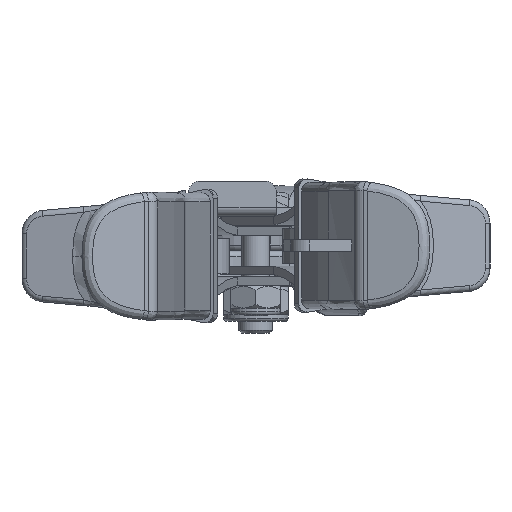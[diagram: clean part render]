
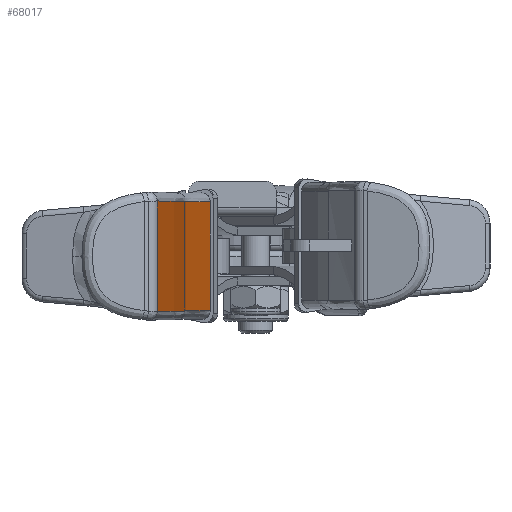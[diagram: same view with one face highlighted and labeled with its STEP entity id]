
A CAD part, front view. The second image highlights one B-rep face of the part: STEP entity #68017.
In plain terms, the highlighted free-form (B-spline) face has degree [3, 1] with [6, 2] control points.
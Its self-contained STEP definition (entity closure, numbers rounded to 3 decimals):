
#572 = CARTESIAN_POINT ( 'NONE',  ( -14.176, -78.35, -9.375 ) ) ;
#1578 = ORIENTED_EDGE ( 'NONE', *, *, #5724, .F. ) ;
#2456 = VERTEX_POINT ( 'NONE', #22246 ) ;
#2748 = CARTESIAN_POINT ( 'NONE',  ( -13.565, -74.484, 9.369 ) ) ;
#2981 = CARTESIAN_POINT ( 'NONE',  ( -12.54, -39.349, 9.321 ) ) ;
#3685 = CARTESIAN_POINT ( 'NONE',  ( -16.785, -93.801, 9.406 ) ) ;
#3972 = VERTEX_POINT ( 'NONE', #59124 ) ;
#5082 = CARTESIAN_POINT ( 'NONE',  ( -9.005, -4.318, -9.274 ) ) ;
#5531 = CARTESIAN_POINT ( 'NONE',  ( -12.238, -62.848, -9.355 ) ) ;
#5724 = EDGE_CURVE ( 'NONE', #2456, #45389, #23778, .T. ) ;
#5753 = CARTESIAN_POINT ( 'NONE',  ( -16.785, -93.801, -9.406 ) ) ;
#7216 = B_SPLINE_SURFACE_WITH_KNOTS ( 'NONE', 3, 1, ( 
 ( #15052, #20950 ),
 ( #26126, #68247 ),
 ( #14822, #52471 ),
 ( #46826, #30851 ),
 ( #52914, #69151 ),
 ( #57627, #36949 ) ),
 .UNSPECIFIED., .F., .F., .F.,
 ( 4, 1, 1, 4 ),
 ( 2, 2 ),
 ( 0.013, 0.401, 0.726, 0.982 ),
 ( 0., 1. ),
 .UNSPECIFIED. ) ;
#12424 = CARTESIAN_POINT ( 'NONE',  ( -7.781, -0.503, 9.275 ) ) ;
#12473 = B_SPLINE_CURVE_WITH_KNOTS ( 'NONE', 3,
 ( #12424, #39961, #29848, #62036, #57092, #51237, #35513, #40667, #24900, #30324, #67478, #62283, #51015, #2981, #62752, #14315, #45838, #56396, #51947, #19732, #30083, #2748, #19250, #67940, #29616, #3685 ),
 .UNSPECIFIED., .F., .F.,
 ( 4, 2, 2, 2, 2, 2, 2, 2, 2, 2, 2, 2, 4 ),
 ( 0., 0.006, 0.012, 0.018, 0.024, 0.03, 0.036, 0.048, 0.054, 0.06, 0.072, 0.084, 0.096 ),
 .UNSPECIFIED. ) ;
#14315 = CARTESIAN_POINT ( 'NONE',  ( -12.064, -49.167, 9.338 ) ) ;
#14822 = CARTESIAN_POINT ( 'NONE',  ( -10.152, -59.242, 9.519 ) ) ;
#15052 = CARTESIAN_POINT ( 'NONE',  ( -16.785, -93.801, 9.519 ) ) ;
#15961 = ORIENTED_EDGE ( 'NONE', *, *, #65170, .T. ) ;
#16390 = CARTESIAN_POINT ( 'NONE',  ( -12.756, -21.714, -9.286 ) ) ;
#19250 = CARTESIAN_POINT ( 'NONE',  ( -14.176, -78.35, 9.375 ) ) ;
#19503 = LINE ( 'NONE', #42526, #52228 ) ;
#19732 = CARTESIAN_POINT ( 'NONE',  ( -12.238, -62.848, 9.355 ) ) ;
#20950 = CARTESIAN_POINT ( 'NONE',  ( -16.785, -93.801, -9.519 ) ) ;
#21363 = CARTESIAN_POINT ( 'NONE',  ( -11.61, -13.949, -9.275 ) ) ;
#22246 = CARTESIAN_POINT ( 'NONE',  ( -7.781, -0.503, -9.275 ) ) ;
#23778 = B_SPLINE_CURVE_WITH_KNOTS ( 'NONE', 3,
 ( #26536, #48611, #5082, #47924, #53781, #21363, #53328, #37805, #16390, #59628, #54027, #64161, #26994, #27435, #65079, #64604, #31946, #32873, #59405, #5531, #43222, #32420, #572, #38043, #69552, #5753 ),
 .UNSPECIFIED., .F., .F.,
 ( 4, 2, 2, 2, 2, 2, 2, 2, 2, 2, 2, 2, 4 ),
 ( 0., 0.006, 0.012, 0.018, 0.024, 0.03, 0.036, 0.048, 0.054, 0.06, 0.072, 0.084, 0.096 ),
 .UNSPECIFIED. ) ;
#24900 = CARTESIAN_POINT ( 'NONE',  ( -12.756, -21.714, 9.286 ) ) ;
#25565 = CARTESIAN_POINT ( 'NONE',  ( -16.785, -93.801, 11. ) ) ;
#26126 = CARTESIAN_POINT ( 'NONE',  ( -14.655, -80.8, 9.519 ) ) ;
#26536 = CARTESIAN_POINT ( 'NONE',  ( -7.781, -0.503, -9.275 ) ) ;
#26752 = CARTESIAN_POINT ( 'NONE',  ( -16.785, -93.801, -9.406 ) ) ;
#26994 = CARTESIAN_POINT ( 'NONE',  ( -12.811, -33.459, -9.311 ) ) ;
#27435 = CARTESIAN_POINT ( 'NONE',  ( -12.54, -39.349, -9.321 ) ) ;
#29616 = CARTESIAN_POINT ( 'NONE',  ( -16.152, -89.935, 9.397 ) ) ;
#29848 = CARTESIAN_POINT ( 'NONE',  ( -9.005, -4.318, 9.274 ) ) ;
#30083 = CARTESIAN_POINT ( 'NONE',  ( -12.595, -66.734, 9.359 ) ) ;
#30324 = CARTESIAN_POINT ( 'NONE',  ( -12.942, -25.62, 9.295 ) ) ;
#30851 = CARTESIAN_POINT ( 'NONE',  ( -14.338, -24.464, -9.519 ) ) ;
#31946 = CARTESIAN_POINT ( 'NONE',  ( -12.007, -51.128, -9.341 ) ) ;
#31981 = ORIENTED_EDGE ( 'NONE', *, *, #60582, .T. ) ;
#32420 = CARTESIAN_POINT ( 'NONE',  ( -13.565, -74.484, -9.369 ) ) ;
#32873 = CARTESIAN_POINT ( 'NONE',  ( -11.974, -55.043, -9.346 ) ) ;
#33781 = LINE ( 'NONE', #25565, #48885 ) ;
#35513 = CARTESIAN_POINT ( 'NONE',  ( -12., -15.884, 9.277 ) ) ;
#36949 = CARTESIAN_POINT ( 'NONE',  ( -7.781, -0.503, -9.519 ) ) ;
#37342 = DIRECTION ( 'NONE',  ( 0., 0., 1. ) ) ;
#37805 = CARTESIAN_POINT ( 'NONE',  ( -12.574, -19.767, -9.282 ) ) ;
#38043 = CARTESIAN_POINT ( 'NONE',  ( -15.471, -86.076, -9.389 ) ) ;
#39961 = CARTESIAN_POINT ( 'NONE',  ( -8.401, -2.408, 9.275 ) ) ;
#40667 = CARTESIAN_POINT ( 'NONE',  ( -12.574, -19.767, 9.282 ) ) ;
#42526 = CARTESIAN_POINT ( 'NONE',  ( -7.781, -0.503, 11. ) ) ;
#43222 = CARTESIAN_POINT ( 'NONE',  ( -12.595, -66.734, -9.359 ) ) ;
#45389 = VERTEX_POINT ( 'NONE', #26752 ) ;
#45529 = EDGE_CURVE ( 'NONE', #2456, #3972, #19503, .T. ) ;
#45725 = ORIENTED_EDGE ( 'NONE', *, *, #45529, .T. ) ;
#45838 = CARTESIAN_POINT ( 'NONE',  ( -12.007, -51.128, 9.341 ) ) ;
#46826 = CARTESIAN_POINT ( 'NONE',  ( -14.338, -24.464, 9.519 ) ) ;
#47924 = CARTESIAN_POINT ( 'NONE',  ( -10.146, -8.158, -9.274 ) ) ;
#48611 = CARTESIAN_POINT ( 'NONE',  ( -8.401, -2.408, -9.275 ) ) ;
#48885 = VECTOR ( 'NONE', #63412, 1000. ) ;
#51015 = CARTESIAN_POINT ( 'NONE',  ( -12.811, -33.459, 9.311 ) ) ;
#51237 = CARTESIAN_POINT ( 'NONE',  ( -11.61, -13.949, 9.275 ) ) ;
#51947 = CARTESIAN_POINT ( 'NONE',  ( -12.001, -56.997, 9.348 ) ) ;
#52099 = VERTEX_POINT ( 'NONE', #63948 ) ;
#52228 = VECTOR ( 'NONE', #37342, 1000. ) ;
#52471 = CARTESIAN_POINT ( 'NONE',  ( -10.152, -59.242, -9.519 ) ) ;
#52914 = CARTESIAN_POINT ( 'NONE',  ( -11.228, -11.104, 9.519 ) ) ;
#53328 = CARTESIAN_POINT ( 'NONE',  ( -12., -15.884, -9.277 ) ) ;
#53781 = CARTESIAN_POINT ( 'NONE',  ( -10.682, -10.087, -9.274 ) ) ;
#54027 = CARTESIAN_POINT ( 'NONE',  ( -12.951, -27.577, -9.299 ) ) ;
#56396 = CARTESIAN_POINT ( 'NONE',  ( -11.974, -55.043, 9.346 ) ) ;
#57092 = CARTESIAN_POINT ( 'NONE',  ( -10.682, -10.087, 9.274 ) ) ;
#57627 = CARTESIAN_POINT ( 'NONE',  ( -7.781, -0.503, 9.519 ) ) ;
#58915 = FACE_OUTER_BOUND ( 'NONE', #63222, .T. ) ;
#59124 = CARTESIAN_POINT ( 'NONE',  ( -7.781, -0.503, 9.275 ) ) ;
#59405 = CARTESIAN_POINT ( 'NONE',  ( -12.001, -56.997, -9.348 ) ) ;
#59628 = CARTESIAN_POINT ( 'NONE',  ( -12.942, -25.62, -9.295 ) ) ;
#60582 = EDGE_CURVE ( 'NONE', #3972, #52099, #12473, .T. ) ;
#62036 = CARTESIAN_POINT ( 'NONE',  ( -10.146, -8.158, 9.274 ) ) ;
#62283 = CARTESIAN_POINT ( 'NONE',  ( -12.886, -31.497, 9.307 ) ) ;
#62752 = CARTESIAN_POINT ( 'NONE',  ( -12.298, -43.28, 9.328 ) ) ;
#63222 = EDGE_LOOP ( 'NONE', ( #45725, #31981, #15961, #1578 ) ) ;
#63412 = DIRECTION ( 'NONE',  ( 0., 0., -1. ) ) ;
#63948 = CARTESIAN_POINT ( 'NONE',  ( -16.785, -93.801, 9.406 ) ) ;
#64161 = CARTESIAN_POINT ( 'NONE',  ( -12.886, -31.497, -9.307 ) ) ;
#64604 = CARTESIAN_POINT ( 'NONE',  ( -12.064, -49.167, -9.338 ) ) ;
#65079 = CARTESIAN_POINT ( 'NONE',  ( -12.298, -43.28, -9.328 ) ) ;
#65170 = EDGE_CURVE ( 'NONE', #52099, #45389, #33781, .T. ) ;
#67478 = CARTESIAN_POINT ( 'NONE',  ( -12.951, -27.577, 9.299 ) ) ;
#67940 = CARTESIAN_POINT ( 'NONE',  ( -15.471, -86.076, 9.389 ) ) ;
#68017 = ADVANCED_FACE ( 'NONE', ( #58915 ), #7216, .F. ) ;
#68247 = CARTESIAN_POINT ( 'NONE',  ( -14.655, -80.8, -9.519 ) ) ;
#69151 = CARTESIAN_POINT ( 'NONE',  ( -11.228, -11.104, -9.519 ) ) ;
#69552 = CARTESIAN_POINT ( 'NONE',  ( -16.152, -89.935, -9.397 ) ) ;
